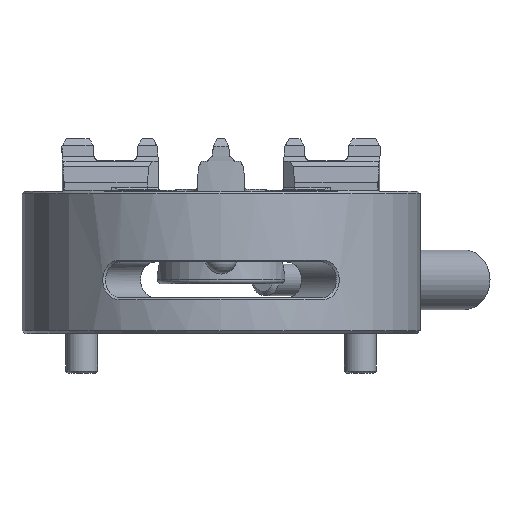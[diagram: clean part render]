
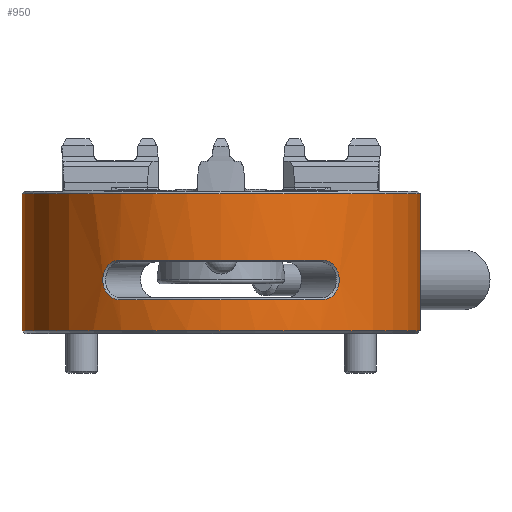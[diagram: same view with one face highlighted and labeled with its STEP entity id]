
A CAD part, left-side view. The second image highlights one B-rep face of the part: STEP entity #950.
In plain terms, the highlighted cylindrical face has radius 50 mm (diameter 100 mm), a full revolution.
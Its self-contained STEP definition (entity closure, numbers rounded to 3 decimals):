
#129=B_SPLINE_CURVE_WITH_KNOTS('',3,(#11928,#11929,#11930,#11931,#11932,
#11933,#11934,#11935,#11936,#11937),.UNSPECIFIED.,.F.,.F.,(4,2,2,2,4),(0.,
0.25,0.5,0.75,1.),.UNSPECIFIED.);
#130=B_SPLINE_CURVE_WITH_KNOTS('',3,(#11941,#11942,#11943,#11944,#11945,
#11946,#11947,#11948,#11949,#11950),.UNSPECIFIED.,.F.,.F.,(4,2,2,2,4),(0.,
0.25,0.5,0.75,1.),.UNSPECIFIED.);
#131=B_SPLINE_CURVE_WITH_KNOTS('',3,(#11951,#11952,#11953,#11954,#11955,
#11956,#11957,#11958,#11959,#11960),.UNSPECIFIED.,.F.,.F.,(4,2,2,2,4),(0.,
0.25,0.5,0.75,1.),.UNSPECIFIED.);
#132=B_SPLINE_CURVE_WITH_KNOTS('',3,(#11965,#11966,#11967,#11968,#11969,
#11970,#11971,#11972,#11973,#11974),.UNSPECIFIED.,.F.,.F.,(4,2,2,2,4),(0.,
0.25,0.5,0.75,1.),.UNSPECIFIED.);
#798=CYLINDRICAL_SURFACE('',#8270,50.);
#950=ADVANCED_FACE('',(#2951,#2952,#2953,#2954),#798,.T.);
#2951=FACE_BOUND('',#3204,.T.);
#2952=FACE_BOUND('',#3205,.T.);
#2953=FACE_BOUND('',#3206,.T.);
#2954=FACE_BOUND('',#3207,.T.);
#3204=EDGE_LOOP('',(#3983,#3984,#3985,#3986));
#3205=EDGE_LOOP('',(#3987,#3988,#3989,#3990));
#3206=EDGE_LOOP('',(#3991));
#3207=EDGE_LOOP('',(#3992));
#3983=ORIENTED_EDGE('',*,*,#6974,.T.);
#3984=ORIENTED_EDGE('',*,*,#6975,.T.);
#3985=ORIENTED_EDGE('',*,*,#6976,.T.);
#3986=ORIENTED_EDGE('',*,*,#6977,.T.);
#3987=ORIENTED_EDGE('',*,*,#6978,.T.);
#3988=ORIENTED_EDGE('',*,*,#6979,.T.);
#3989=ORIENTED_EDGE('',*,*,#6980,.T.);
#3990=ORIENTED_EDGE('',*,*,#6981,.T.);
#3991=ORIENTED_EDGE('',*,*,#6982,.T.);
#3992=ORIENTED_EDGE('',*,*,#6983,.T.);
#6196=VERTEX_POINT('',#11926);
#6197=VERTEX_POINT('',#11927);
#6198=VERTEX_POINT('',#11938);
#6199=VERTEX_POINT('',#11940);
#6200=VERTEX_POINT('',#11961);
#6201=VERTEX_POINT('',#11962);
#6202=VERTEX_POINT('',#11964);
#6203=VERTEX_POINT('',#11975);
#6204=VERTEX_POINT('',#11978);
#6205=VERTEX_POINT('',#11980);
#6974=EDGE_CURVE('',#6196,#6197,#7946,.T.);
#6975=EDGE_CURVE('',#6197,#6198,#129,.T.);
#6976=EDGE_CURVE('',#6198,#6199,#7947,.T.);
#6977=EDGE_CURVE('',#6199,#6196,#130,.T.);
#6978=EDGE_CURVE('',#6200,#6201,#131,.T.);
#6979=EDGE_CURVE('',#6201,#6202,#7948,.T.);
#6980=EDGE_CURVE('',#6202,#6203,#132,.T.);
#6981=EDGE_CURVE('',#6203,#6200,#7949,.T.);
#6982=EDGE_CURVE('',#6204,#6204,#7950,.T.);
#6983=EDGE_CURVE('',#6205,#6205,#7951,.T.);
#7946=CIRCLE('',#8264,50.);
#7947=CIRCLE('',#8265,50.);
#7948=CIRCLE('',#8266,50.);
#7949=CIRCLE('',#8267,50.);
#7950=CIRCLE('',#8268,50.);
#7951=CIRCLE('',#8269,50.);
#8264=AXIS2_PLACEMENT_3D('',#11925,#9337,#9338);
#8265=AXIS2_PLACEMENT_3D('',#11939,#9339,#9340);
#8266=AXIS2_PLACEMENT_3D('',#11963,#9341,#9342);
#8267=AXIS2_PLACEMENT_3D('',#11976,#9343,#9344);
#8268=AXIS2_PLACEMENT_3D('',#11977,#9345,#9346);
#8269=AXIS2_PLACEMENT_3D('',#11979,#9347,#9348);
#8270=AXIS2_PLACEMENT_3D('',#11981,#9349,#9350);
#9337=DIRECTION('',(0.,0.,-1.));
#9338=DIRECTION('',(-1.,0.,0.));
#9339=DIRECTION('',(0.,0.,1.));
#9340=DIRECTION('',(1.,0.,0.));
#9341=DIRECTION('',(0.,0.,-1.));
#9342=DIRECTION('',(-1.,0.,0.));
#9343=DIRECTION('',(0.,0.,1.));
#9344=DIRECTION('',(1.,0.,0.));
#9345=DIRECTION('',(0.,0.,1.));
#9346=DIRECTION('',(-1.,0.,0.));
#9347=DIRECTION('',(0.,0.,-1.));
#9348=DIRECTION('',(-1.,0.,0.));
#9349=DIRECTION('',(0.,0.,-1.));
#9350=DIRECTION('',(0.,1.,0.));
#11925=CARTESIAN_POINT('',(0.,0.,-40.484));
#11926=CARTESIAN_POINT('',(43.002,25.511,-40.484));
#11927=CARTESIAN_POINT('',(43.002,-25.511,-40.484));
#11928=CARTESIAN_POINT('',(43.002,-25.511,-40.484));
#11929=CARTESIAN_POINT('',(42.33,-26.643,-40.488));
#11930=CARTESIAN_POINT('',(41.611,-27.739,-39.946));
#11931=CARTESIAN_POINT('',(40.545,-29.274,-38.102));
#11932=CARTESIAN_POINT('',(40.217,-29.708,-36.809));
#11933=CARTESIAN_POINT('',(40.217,-29.709,-34.198));
#11934=CARTESIAN_POINT('',(40.541,-29.279,-32.906));
#11935=CARTESIAN_POINT('',(41.612,-27.737,-31.051));
#11936=CARTESIAN_POINT('',(42.326,-26.651,-30.513));
#11937=CARTESIAN_POINT('',(43.002,-25.511,-30.516));
#11938=CARTESIAN_POINT('',(43.002,-25.511,-30.516));
#11939=CARTESIAN_POINT('',(0.,0.,-30.516));
#11940=CARTESIAN_POINT('',(43.002,25.511,-30.516));
#11941=CARTESIAN_POINT('',(43.002,25.511,-30.516));
#11942=CARTESIAN_POINT('',(42.33,26.643,-30.512));
#11943=CARTESIAN_POINT('',(41.611,27.739,-31.054));
#11944=CARTESIAN_POINT('',(40.545,29.274,-32.898));
#11945=CARTESIAN_POINT('',(40.217,29.708,-34.191));
#11946=CARTESIAN_POINT('',(40.217,29.709,-36.802));
#11947=CARTESIAN_POINT('',(40.541,29.279,-38.094));
#11948=CARTESIAN_POINT('',(41.612,27.737,-39.949));
#11949=CARTESIAN_POINT('',(42.326,26.651,-40.487));
#11950=CARTESIAN_POINT('',(43.002,25.511,-40.484));
#11951=CARTESIAN_POINT('',(-43.002,-25.511,-30.516));
#11952=CARTESIAN_POINT('',(-42.33,-26.643,-30.512));
#11953=CARTESIAN_POINT('',(-41.611,-27.739,-31.054));
#11954=CARTESIAN_POINT('',(-40.545,-29.274,-32.898));
#11955=CARTESIAN_POINT('',(-40.217,-29.708,-34.191));
#11956=CARTESIAN_POINT('',(-40.217,-29.709,-36.802));
#11957=CARTESIAN_POINT('',(-40.541,-29.279,-38.094));
#11958=CARTESIAN_POINT('',(-41.612,-27.737,-39.949));
#11959=CARTESIAN_POINT('',(-42.326,-26.651,-40.487));
#11960=CARTESIAN_POINT('',(-43.002,-25.511,-40.484));
#11961=CARTESIAN_POINT('',(-43.002,-25.511,-30.516));
#11962=CARTESIAN_POINT('',(-43.002,-25.511,-40.484));
#11963=CARTESIAN_POINT('',(0.,0.,-40.484));
#11964=CARTESIAN_POINT('',(-43.002,25.511,-40.484));
#11965=CARTESIAN_POINT('',(-43.002,25.511,-40.484));
#11966=CARTESIAN_POINT('',(-42.33,26.643,-40.488));
#11967=CARTESIAN_POINT('',(-41.611,27.739,-39.946));
#11968=CARTESIAN_POINT('',(-40.545,29.274,-38.102));
#11969=CARTESIAN_POINT('',(-40.217,29.708,-36.809));
#11970=CARTESIAN_POINT('',(-40.217,29.709,-34.198));
#11971=CARTESIAN_POINT('',(-40.541,29.279,-32.906));
#11972=CARTESIAN_POINT('',(-41.612,27.737,-31.051));
#11973=CARTESIAN_POINT('',(-42.326,26.651,-30.513));
#11974=CARTESIAN_POINT('',(-43.002,25.511,-30.516));
#11975=CARTESIAN_POINT('',(-43.002,25.511,-30.516));
#11976=CARTESIAN_POINT('',(0.,0.,-30.516));
#11977=CARTESIAN_POINT('',(0.,0.,-48.3));
#11978=CARTESIAN_POINT('',(-50.,0.,-48.3));
#11979=CARTESIAN_POINT('',(0.,0.,-13.85));
#11980=CARTESIAN_POINT('',(-50.,0.,-13.85));
#11981=CARTESIAN_POINT('',(0.,0.,-18.5));
